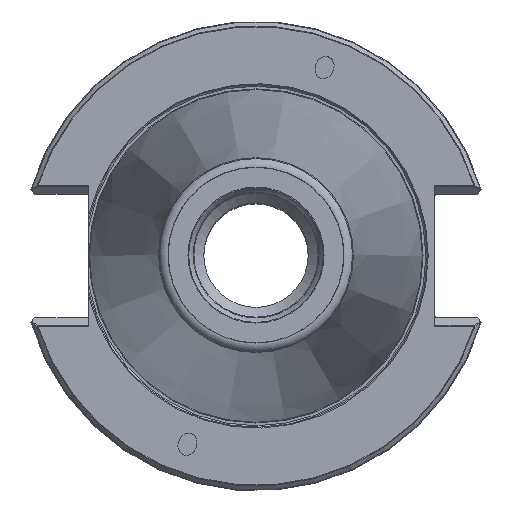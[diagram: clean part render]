
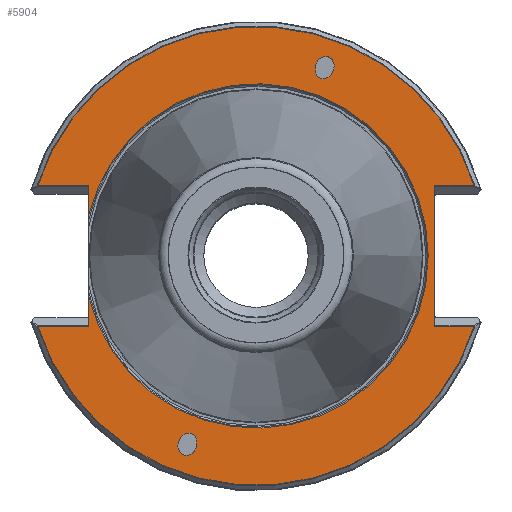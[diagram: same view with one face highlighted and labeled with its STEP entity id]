
A CAD part, top view. The second image highlights one B-rep face of the part: STEP entity #5904.
In plain terms, the highlighted planar face has unit normal (0, 0, 1).
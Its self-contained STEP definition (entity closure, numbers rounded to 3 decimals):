
#28=ELLIPSE('',#6321,2.381,1.95);
#29=ELLIPSE('',#6323,2.381,1.95);
#206=LINE('',#9137,#412);
#208=LINE('',#9141,#414);
#224=LINE('',#9207,#430);
#225=LINE('',#9209,#431);
#226=LINE('',#9210,#432);
#227=LINE('',#9212,#433);
#228=LINE('',#9213,#434);
#412=VECTOR('',#7375,1000.);
#414=VECTOR('',#7379,1000.);
#430=VECTOR('',#7427,1000.);
#431=VECTOR('',#7428,1000.);
#432=VECTOR('',#7429,1000.);
#433=VECTOR('',#7430,1000.);
#434=VECTOR('',#7431,1000.);
#691=PLANE('',#6356);
#1761=ORIENTED_EDGE('',*,*,#2322,.F.);
#1762=ORIENTED_EDGE('',*,*,#2321,.F.);
#1763=ORIENTED_EDGE('',*,*,#2381,.F.);
#1764=ORIENTED_EDGE('',*,*,#2325,.T.);
#1765=ORIENTED_EDGE('',*,*,#2353,.T.);
#1766=ORIENTED_EDGE('',*,*,#2382,.T.);
#1767=ORIENTED_EDGE('',*,*,#2355,.F.);
#1768=ORIENTED_EDGE('',*,*,#2333,.T.);
#1769=ORIENTED_EDGE('',*,*,#2383,.T.);
#1770=ORIENTED_EDGE('',*,*,#2384,.T.);
#1771=ORIENTED_EDGE('',*,*,#2378,.F.);
#1772=ORIENTED_EDGE('',*,*,#2385,.T.);
#2321=EDGE_CURVE('',#2754,#2754,#28,.T.);
#2322=EDGE_CURVE('',#2755,#2755,#29,.T.);
#2325=EDGE_CURVE('',#2758,#2757,#2977,.T.);
#2333=EDGE_CURVE('',#2763,#2762,#2978,.T.);
#2353=EDGE_CURVE('',#2757,#2776,#206,.T.);
#2355=EDGE_CURVE('',#2763,#2777,#208,.T.);
#2378=EDGE_CURVE('',#2793,#2794,#2983,.T.);
#2381=EDGE_CURVE('',#2758,#2795,#224,.T.);
#2382=EDGE_CURVE('',#2776,#2777,#225,.T.);
#2383=EDGE_CURVE('',#2762,#2796,#226,.T.);
#2384=EDGE_CURVE('',#2796,#2794,#227,.T.);
#2385=EDGE_CURVE('',#2793,#2795,#228,.T.);
#2754=VERTEX_POINT('',#9048);
#2755=VERTEX_POINT('',#9051);
#2757=VERTEX_POINT('',#9062);
#2758=VERTEX_POINT('',#9064);
#2762=VERTEX_POINT('',#9087);
#2763=VERTEX_POINT('',#9089);
#2776=VERTEX_POINT('',#9138);
#2777=VERTEX_POINT('',#9142);
#2793=VERTEX_POINT('',#9196);
#2794=VERTEX_POINT('',#9197);
#2795=VERTEX_POINT('',#9208);
#2796=VERTEX_POINT('',#9211);
#2977=CIRCLE('',#6325,48.363);
#2978=CIRCLE('',#6329,48.363);
#2983=CIRCLE('',#6355,36.2);
#3346=EDGE_LOOP('',(#1761));
#3347=EDGE_LOOP('',(#1762));
#3348=EDGE_LOOP('',(#1763,#1764,#1765,#1766,#1767,#1768,#1769,#1770,#1771,
#1772));
#3736=FACE_BOUND('',#3346,.T.);
#3737=FACE_BOUND('',#3347,.T.);
#3738=FACE_BOUND('',#3348,.T.);
#5904=ADVANCED_FACE('',(#3736,#3737,#3738),#691,.T.);
#6321=AXIS2_PLACEMENT_3D('',#9047,#7320,#7321);
#6323=AXIS2_PLACEMENT_3D('',#9050,#7324,#7325);
#6325=AXIS2_PLACEMENT_3D('',#9063,#7328,#7329);
#6329=AXIS2_PLACEMENT_3D('',#9088,#7340,#7341);
#6355=AXIS2_PLACEMENT_3D('',#9195,#7423,#7424);
#6356=AXIS2_PLACEMENT_3D('',#9206,#7425,#7426);
#7320=DIRECTION('',(0.,0.,1.));
#7321=DIRECTION('',(-0.342,-0.94,0.));
#7324=DIRECTION('',(0.,0.,1.));
#7325=DIRECTION('',(0.342,0.94,0.));
#7328=DIRECTION('',(0.,0.,1.));
#7329=DIRECTION('',(1.,0.,0.));
#7340=DIRECTION('',(0.,0.,1.));
#7341=DIRECTION('',(1.,0.,0.));
#7375=DIRECTION('',(-1.,0.,0.));
#7379=DIRECTION('',(-1.,0.,0.));
#7423=DIRECTION('',(0.,0.,1.));
#7424=DIRECTION('',(1.,0.,0.));
#7425=DIRECTION('',(0.,0.,1.));
#7426=DIRECTION('',(1.,0.,0.));
#7427=DIRECTION('',(1.,0.,0.));
#7428=DIRECTION('',(0.,1.,0.));
#7429=DIRECTION('',(1.,0.,0.));
#7430=DIRECTION('',(0.,-1.,0.));
#7431=DIRECTION('',(0.,-1.,0.));
#9047=CARTESIAN_POINT('',(14.413,39.599,-1.3));
#9048=CARTESIAN_POINT('',(13.599,37.362,-1.3));
#9050=CARTESIAN_POINT('',(-14.413,-39.599,-1.3));
#9051=CARTESIAN_POINT('',(-13.599,-37.362,-1.3));
#9062=CARTESIAN_POINT('',(46.025,-14.855,-1.3));
#9063=CARTESIAN_POINT('',(0.,0.,-1.3));
#9064=CARTESIAN_POINT('',(-46.025,-14.855,-1.3));
#9087=CARTESIAN_POINT('',(-46.025,14.855,-1.3));
#9088=CARTESIAN_POINT('',(0.,0.,-1.3));
#9089=CARTESIAN_POINT('',(46.025,14.855,-1.3));
#9137=CARTESIAN_POINT('',(231.047,-14.855,-1.3));
#9138=CARTESIAN_POINT('',(37.57,-14.855,-1.3));
#9141=CARTESIAN_POINT('',(231.047,14.855,-1.3));
#9142=CARTESIAN_POINT('',(37.57,14.855,-1.3));
#9195=CARTESIAN_POINT('',(0.,0.,-1.3));
#9196=CARTESIAN_POINT('',(-35.16,-8.615,-1.3));
#9197=CARTESIAN_POINT('',(-35.16,8.615,-1.3));
#9206=CARTESIAN_POINT('',(36.2,0.,-1.3));
#9207=CARTESIAN_POINT('',(-228.637,-14.855,-1.3));
#9208=CARTESIAN_POINT('',(-35.16,-14.855,-1.3));
#9209=CARTESIAN_POINT('',(37.57,0.,-1.3));
#9210=CARTESIAN_POINT('',(-228.637,14.855,-1.3));
#9211=CARTESIAN_POINT('',(-35.16,14.855,-1.3));
#9212=CARTESIAN_POINT('',(-35.16,0.,-1.3));
#9213=CARTESIAN_POINT('',(-35.16,0.,-1.3));
